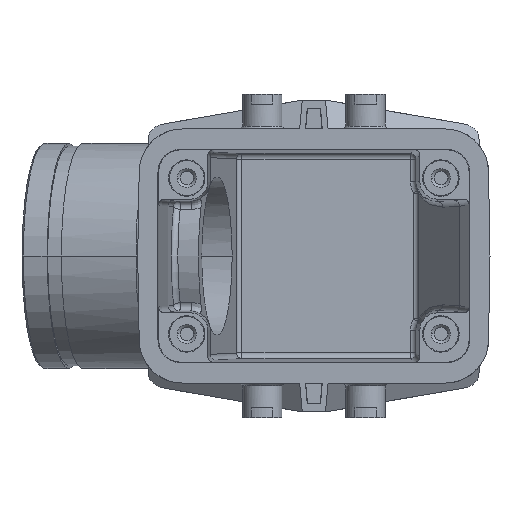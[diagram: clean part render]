
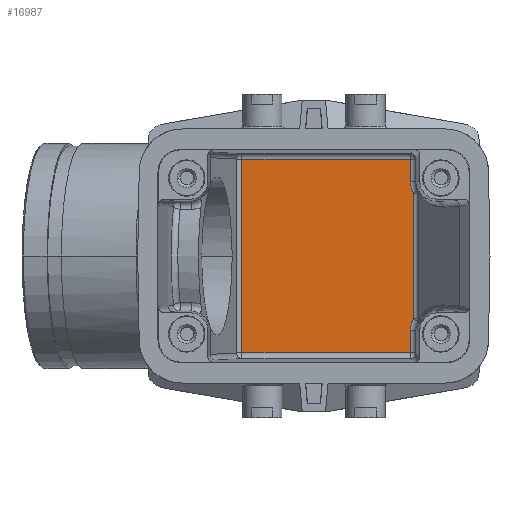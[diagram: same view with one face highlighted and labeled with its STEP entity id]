
A CAD part, front view. The second image highlights one B-rep face of the part: STEP entity #16987.
In plain terms, the highlighted planar face has unit normal (0, -1, 0).
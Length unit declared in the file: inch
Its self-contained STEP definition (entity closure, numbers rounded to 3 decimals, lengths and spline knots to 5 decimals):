
#1=CARTESIAN_POINT('',(0.84055,2.3622,0.50591));
#2=DIRECTION('',(0.,1.,0.));
#3=DIRECTION('',(-0.904,0.,-0.428));
#4=AXIS2_PLACEMENT_3D('',#1,#2,#3);
#6=CARTESIAN_POINT('',(0.84055,2.3622,-0.50591));
#7=DIRECTION('',(0.,1.,0.));
#8=DIRECTION('',(-1.,0.,0.));
#9=AXIS2_PLACEMENT_3D('',#6,#7,#8);
#11=DIRECTION('',(1.,0.,0.));
#12=VECTOR('',#11,1.14912);
#13=CARTESIAN_POINT('',(-0.49038,2.3622,0.66094));
#14=LINE('',#13,#12);
#34=DIRECTION('',(0.,0.,-1.));
#35=VECTOR('',#34,0.15503);
#36=CARTESIAN_POINT('',(0.65874,2.3622,0.66094));
#37=LINE('',#36,#35);
#70=DIRECTION('',(0.,0.,-1.));
#71=VECTOR('',#70,0.85601);
#72=CARTESIAN_POINT('',(0.67628,2.3622,0.42801));
#73=LINE('',#72,#71);
#13753=DIRECTION('',(-1.,0.,0.));
#13754=VECTOR('',#13753,1.14912);
#13755=CARTESIAN_POINT('',(0.65874,2.3622,
-0.66094));
#13756=LINE('',#13755,#13754);
#13935=DIRECTION('',(0.,0.,-1.));
#13936=VECTOR('',#13935,0.15503);
#13937=CARTESIAN_POINT('',(0.65874,2.3622,
-0.50591));
#13938=LINE('',#13937,#13936);
#14134=DIRECTION('',(0.,0.,1.));
#14135=VECTOR('',#14134,1.32188);
#14136=CARTESIAN_POINT('',(-0.49038,2.3622,
-0.66094));
#14137=LINE('',#14136,#14135);
#15133=CARTESIAN_POINT('',(-0.49038,2.3622,
0.66094));
#15134=CARTESIAN_POINT('',(0.65874,2.3622,
0.66094));
#15135=VERTEX_POINT('',#15133);
#15136=VERTEX_POINT('',#15134);
#15137=CARTESIAN_POINT('',(-0.49038,2.3622,
-0.66094));
#15138=VERTEX_POINT('',#15137);
#15139=CARTESIAN_POINT('',(0.65874,2.3622,
-0.66094));
#15140=VERTEX_POINT('',#15139);
#15141=CARTESIAN_POINT('',(0.65874,2.3622,
-0.50591));
#15142=VERTEX_POINT('',#15141);
#15143=CARTESIAN_POINT('',(0.67628,2.3622,
-0.42801));
#15144=VERTEX_POINT('',#15143);
#15145=CARTESIAN_POINT('',(0.67628,2.3622,
0.42801));
#15146=VERTEX_POINT('',#15145);
#15147=CARTESIAN_POINT('',(0.65874,2.3622,
0.50591));
#15148=VERTEX_POINT('',#15147);
#16964=CARTESIAN_POINT('',(-0.80609,2.3622,
-0.84646));
#16965=DIRECTION('',(0.,-1.,0.));
#16966=DIRECTION('',(1.,0.,0.));
#16967=AXIS2_PLACEMENT_3D('',#16964,#16965,#16966);
#16968=PLANE('',#16967);
#16970=ORIENTED_EDGE('',*,*,#16969,.T.);
#16972=ORIENTED_EDGE('',*,*,#16971,.T.);
#16974=ORIENTED_EDGE('',*,*,#16973,.F.);
#16976=ORIENTED_EDGE('',*,*,#16975,.T.);
#16978=ORIENTED_EDGE('',*,*,#16977,.F.);
#16980=ORIENTED_EDGE('',*,*,#16979,.T.);
#16982=ORIENTED_EDGE('',*,*,#16981,.T.);
#16984=ORIENTED_EDGE('',*,*,#16983,.T.);
#16985=EDGE_LOOP('',(#16970,#16972,#16974,#16976,#16978,#16980,#16982,#16984));
#16986=FACE_OUTER_BOUND('',#16985,.F.);
#16987=ADVANCED_FACE('',(#16986),#16968,.T.);
#5=CIRCLE('',#4,0.18181);
#10=CIRCLE('',#9,0.18181);
#16969=EDGE_CURVE('',#15135,#15136,#14,.T.);
#16971=EDGE_CURVE('',#15136,#15148,#37,.T.);
#16973=EDGE_CURVE('',#15146,#15148,#5,.T.);
#16975=EDGE_CURVE('',#15146,#15144,#73,.T.);
#16977=EDGE_CURVE('',#15142,#15144,#10,.T.);
#16979=EDGE_CURVE('',#15142,#15140,#13938,.T.);
#16981=EDGE_CURVE('',#15140,#15138,#13756,.T.);
#16983=EDGE_CURVE('',#15138,#15135,#14137,.T.);
